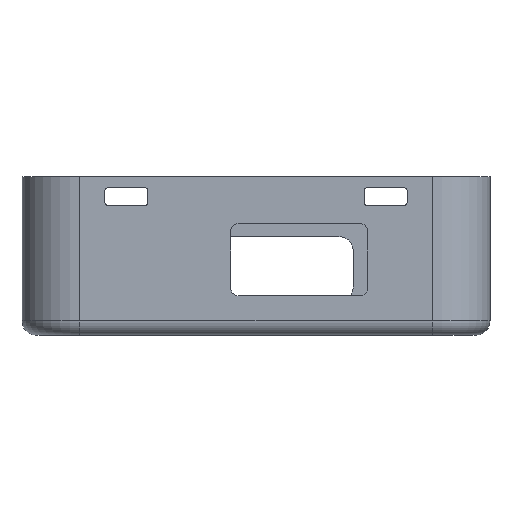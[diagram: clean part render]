
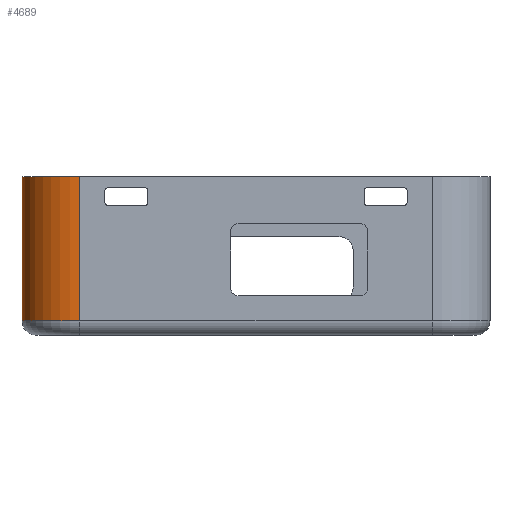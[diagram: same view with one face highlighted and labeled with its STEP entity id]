
A CAD part, left-side view. The second image highlights one B-rep face of the part: STEP entity #4689.
In plain terms, the highlighted cylindrical face has radius 8 mm (diameter 16 mm), a partial arc.
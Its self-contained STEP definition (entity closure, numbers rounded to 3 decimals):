
#72 = PLANE('',#73);
#73 = AXIS2_PLACEMENT_3D('',#74,#75,#76);
#74 = CARTESIAN_POINT('',(45.,-29.5,21.6));
#75 = DIRECTION('',(0.,0.,1.));
#76 = DIRECTION('',(1.,0.,0.));
#1328 = VERTEX_POINT('',#1329);
#1329 = CARTESIAN_POINT('',(5.,3.,21.6));
#1343 = PLANE('',#1344);
#1344 = AXIS2_PLACEMENT_3D('',#1345,#1346,#1347);
#1345 = CARTESIAN_POINT('',(85.,3.,1.6));
#1346 = DIRECTION('',(0.,-1.,0.));
#1347 = DIRECTION('',(-1.,0.,0.));
#1355 = EDGE_CURVE('',#1328,#1356,#1358,.T.);
#1356 = VERTEX_POINT('',#1357);
#1357 = CARTESIAN_POINT('',(-3.,-5.,21.6));
#1358 = SURFACE_CURVE('',#1359,(#1364,#1371),.PCURVE_S1.);
#1359 = CIRCLE('',#1360,8.);
#1360 = AXIS2_PLACEMENT_3D('',#1361,#1362,#1363);
#1361 = CARTESIAN_POINT('',(5.,-5.,21.6));
#1362 = DIRECTION('',(0.,0.,1.));
#1363 = DIRECTION('',(1.,0.,0.));
#1364 = PCURVE('',#72,#1365);
#1365 = DEFINITIONAL_REPRESENTATION('',(#1366),#1370);
#1366 = CIRCLE('',#1367,8.);
#1367 = AXIS2_PLACEMENT_2D('',#1368,#1369);
#1368 = CARTESIAN_POINT('',(-40.,24.5));
#1369 = DIRECTION('',(1.,0.));
#1370 = ( GEOMETRIC_REPRESENTATION_CONTEXT(2) 
PARAMETRIC_REPRESENTATION_CONTEXT() REPRESENTATION_CONTEXT('2D SPACE',''
  ) );
#1371 = PCURVE('',#1372,#1377);
#1372 = CYLINDRICAL_SURFACE('',#1373,8.);
#1373 = AXIS2_PLACEMENT_3D('',#1374,#1375,#1376);
#1374 = CARTESIAN_POINT('',(5.,-5.,1.6));
#1375 = DIRECTION('',(-0.,-0.,-1.));
#1376 = DIRECTION('',(1.,0.,0.));
#1377 = DEFINITIONAL_REPRESENTATION('',(#1378),#1382);
#1378 = LINE('',#1379,#1380);
#1379 = CARTESIAN_POINT('',(-0.,-20.));
#1380 = VECTOR('',#1381,1.);
#1381 = DIRECTION('',(-1.,0.));
#1382 = ( GEOMETRIC_REPRESENTATION_CONTEXT(2) 
PARAMETRIC_REPRESENTATION_CONTEXT() REPRESENTATION_CONTEXT('2D SPACE',''
  ) );
#1400 = PLANE('',#1401);
#1401 = AXIS2_PLACEMENT_3D('',#1402,#1403,#1404);
#1402 = CARTESIAN_POINT('',(-3.,-5.,1.6));
#1403 = DIRECTION('',(1.,0.,0.));
#1404 = DIRECTION('',(0.,-1.,0.));
#4411 = EDGE_CURVE('',#4412,#1328,#4414,.T.);
#4412 = VERTEX_POINT('',#4413);
#4413 = CARTESIAN_POINT('',(5.,3.,1.6));
#4414 = SURFACE_CURVE('',#4415,(#4419,#4426),.PCURVE_S1.);
#4415 = LINE('',#4416,#4417);
#4416 = CARTESIAN_POINT('',(5.,3.,1.6));
#4417 = VECTOR('',#4418,1.);
#4418 = DIRECTION('',(0.,0.,1.));
#4419 = PCURVE('',#1343,#4420);
#4420 = DEFINITIONAL_REPRESENTATION('',(#4421),#4425);
#4421 = LINE('',#4422,#4423);
#4422 = CARTESIAN_POINT('',(80.,0.));
#4423 = VECTOR('',#4424,1.);
#4424 = DIRECTION('',(0.,-1.));
#4425 = ( GEOMETRIC_REPRESENTATION_CONTEXT(2) 
PARAMETRIC_REPRESENTATION_CONTEXT() REPRESENTATION_CONTEXT('2D SPACE',''
  ) );
#4426 = PCURVE('',#1372,#4427);
#4427 = DEFINITIONAL_REPRESENTATION('',(#4428),#4432);
#4428 = LINE('',#4429,#4430);
#4429 = CARTESIAN_POINT('',(-1.571,0.));
#4430 = VECTOR('',#4431,1.);
#4431 = DIRECTION('',(-0.,-1.));
#4432 = ( GEOMETRIC_REPRESENTATION_CONTEXT(2) 
PARAMETRIC_REPRESENTATION_CONTEXT() REPRESENTATION_CONTEXT('2D SPACE',''
  ) );
#4689 = ADVANCED_FACE('',(#4690),#1372,.T.);
#4690 = FACE_BOUND('',#4691,.F.);
#4691 = EDGE_LOOP('',(#4692,#4721,#4722,#4723));
#4692 = ORIENTED_EDGE('',*,*,#4693,.F.);
#4693 = EDGE_CURVE('',#4412,#4694,#4696,.T.);
#4694 = VERTEX_POINT('',#4695);
#4695 = CARTESIAN_POINT('',(-3.,-5.,1.6));
#4696 = SURFACE_CURVE('',#4697,(#4702,#4709),.PCURVE_S1.);
#4697 = CIRCLE('',#4698,8.);
#4698 = AXIS2_PLACEMENT_3D('',#4699,#4700,#4701);
#4699 = CARTESIAN_POINT('',(5.,-5.,1.6));
#4700 = DIRECTION('',(0.,0.,1.));
#4701 = DIRECTION('',(1.,0.,0.));
#4702 = PCURVE('',#1372,#4703);
#4703 = DEFINITIONAL_REPRESENTATION('',(#4704),#4708);
#4704 = LINE('',#4705,#4706);
#4705 = CARTESIAN_POINT('',(-0.,0.));
#4706 = VECTOR('',#4707,1.);
#4707 = DIRECTION('',(-1.,0.));
#4708 = ( GEOMETRIC_REPRESENTATION_CONTEXT(2) 
PARAMETRIC_REPRESENTATION_CONTEXT() REPRESENTATION_CONTEXT('2D SPACE',''
  ) );
#4709 = PCURVE('',#4710,#4715);
#4710 = TOROIDAL_SURFACE('',#4711,6.,2.);
#4711 = AXIS2_PLACEMENT_3D('',#4712,#4713,#4714);
#4712 = CARTESIAN_POINT('',(5.,-5.,1.6));
#4713 = DIRECTION('',(-0.,-0.,-1.));
#4714 = DIRECTION('',(1.,0.,0.));
#4715 = DEFINITIONAL_REPRESENTATION('',(#4716),#4720);
#4716 = LINE('',#4717,#4718);
#4717 = CARTESIAN_POINT('',(-0.,0.));
#4718 = VECTOR('',#4719,1.);
#4719 = DIRECTION('',(-1.,0.));
#4720 = ( GEOMETRIC_REPRESENTATION_CONTEXT(2) 
PARAMETRIC_REPRESENTATION_CONTEXT() REPRESENTATION_CONTEXT('2D SPACE',''
  ) );
#4721 = ORIENTED_EDGE('',*,*,#4411,.T.);
#4722 = ORIENTED_EDGE('',*,*,#1355,.T.);
#4723 = ORIENTED_EDGE('',*,*,#4724,.F.);
#4724 = EDGE_CURVE('',#4694,#1356,#4725,.T.);
#4725 = SURFACE_CURVE('',#4726,(#4730,#4737),.PCURVE_S1.);
#4726 = LINE('',#4727,#4728);
#4727 = CARTESIAN_POINT('',(-3.,-5.,1.6));
#4728 = VECTOR('',#4729,1.);
#4729 = DIRECTION('',(0.,0.,1.));
#4730 = PCURVE('',#1372,#4731);
#4731 = DEFINITIONAL_REPRESENTATION('',(#4732),#4736);
#4732 = LINE('',#4733,#4734);
#4733 = CARTESIAN_POINT('',(-3.142,0.));
#4734 = VECTOR('',#4735,1.);
#4735 = DIRECTION('',(-0.,-1.));
#4736 = ( GEOMETRIC_REPRESENTATION_CONTEXT(2) 
PARAMETRIC_REPRESENTATION_CONTEXT() REPRESENTATION_CONTEXT('2D SPACE',''
  ) );
#4737 = PCURVE('',#1400,#4738);
#4738 = DEFINITIONAL_REPRESENTATION('',(#4739),#4743);
#4739 = LINE('',#4740,#4741);
#4740 = CARTESIAN_POINT('',(0.,0.));
#4741 = VECTOR('',#4742,1.);
#4742 = DIRECTION('',(0.,-1.));
#4743 = ( GEOMETRIC_REPRESENTATION_CONTEXT(2) 
PARAMETRIC_REPRESENTATION_CONTEXT() REPRESENTATION_CONTEXT('2D SPACE',''
  ) );
